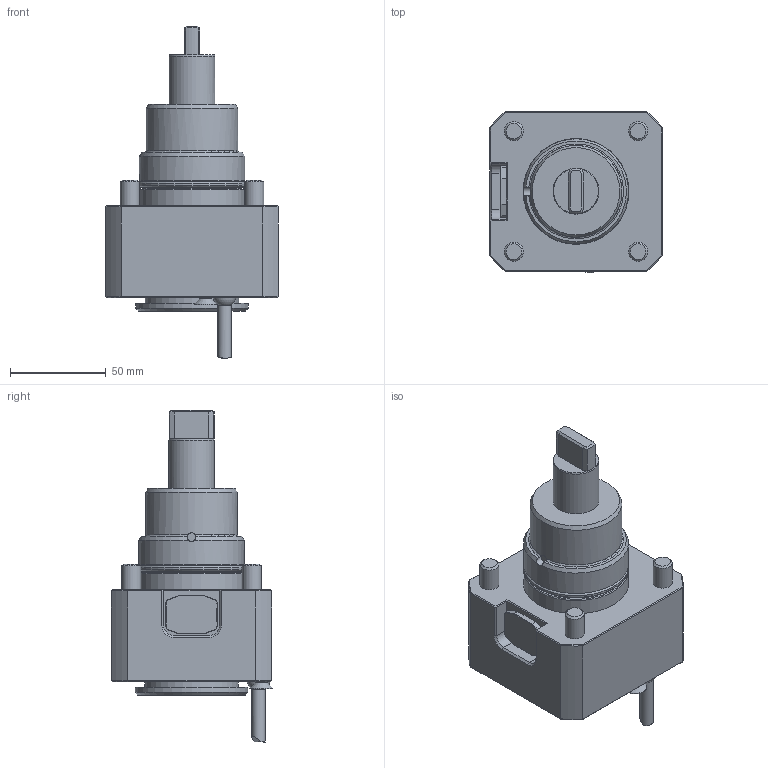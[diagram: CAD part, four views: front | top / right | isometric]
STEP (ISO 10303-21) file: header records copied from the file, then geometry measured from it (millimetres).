
FILE_DESCRIPTION(/* description */ (''),/* implementation_level */ '2;1');
FILE_NAME(/* name */ '1615893516582.stp',/* time_stamp */ '2021-03-16T12:18:42+01:00',/* author */ (''),/* organization */ ('SMS'),/* preprocessor_version */ 'ST-DEVELOPER v16.7',/* originating_system */ 'SIEMENS PLM Software NX 12.0',/* authorisation */ '');
FILE_SCHEMA (('AUTOMOTIVE_DESIGN { 1 0 10303 214 3 1 1 1 }'));
Length unit declared in the file: millimetre
Products named in the file (1): 203427193mod000_00
Bounding box: 90 x 84.5 x 173.5 mm (x, y, z)
Volume: 487676.6 mm3; surface area: 50542.4 mm2
Topology: 1 solids, 1 shells, 158 faces, 370 edges, 237 vertices
Faces by surface type: plane 80, cylinder 35, cone 32, bspline 5, torus 5, sphere 1
Full cylindrical faces by diameter (mm): 2 x1, 4.5 x1, 6 x1, 7 x1, 10 x4, 12 x1, 24 x1, 32 x1, 36 x1, 48 x1, 49 x1, 50 x1, 54.95 x1, 55 x1, 55.3 x1, 59 x1
Entity records: 4706 total; most frequent: CARTESIAN_POINT 1359, DIRECTION 656, ORIENTED_EDGE 638, EDGE_CURVE 319, AXIS2_PLACEMENT_3D 262, VERTEX_POINT 219, EDGE_LOOP 214, ADVANCED_FACE 158
